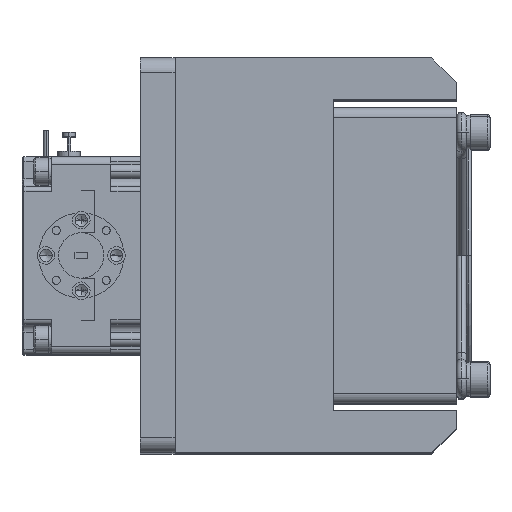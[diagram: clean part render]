
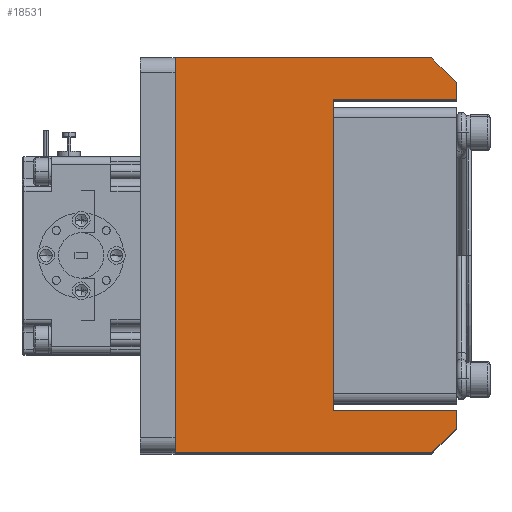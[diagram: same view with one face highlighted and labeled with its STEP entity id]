
A CAD part, top view. The second image highlights one B-rep face of the part: STEP entity #18531.
In plain terms, the highlighted planar face has unit normal (0, 0, 1).
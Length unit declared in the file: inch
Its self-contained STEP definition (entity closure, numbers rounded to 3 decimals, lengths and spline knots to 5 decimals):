
#751 = LINE ( 'NONE', #87995, #113032 ) ;
#4220 = ORIENTED_EDGE ( 'NONE', *, *, #56878, .T. ) ;
#4331 = CARTESIAN_POINT ( 'NONE',  ( -0.55729, 0.92846, 2.76378 ) ) ;
#4447 = EDGE_CURVE ( 'NONE', #24018, #33078, #127818, .T. ) ;
#8384 = VECTOR ( 'NONE', #74358, 39.37008 ) ;
#9432 = DIRECTION ( 'NONE',  ( 1., 0., 0. ) ) ;
#11113 = CARTESIAN_POINT ( 'NONE',  ( 0.97814, 0.92846, 2.76378 ) ) ;
#11215 = CARTESIAN_POINT ( 'NONE',  ( 1.39153, 1.63712, 2.76378 ) ) ;
#12545 = CARTESIAN_POINT ( 'NONE',  ( 1.9624, -0.3117, 2.76378 ) ) ;
#13071 = ORIENTED_EDGE ( 'NONE', *, *, #62570, .F. ) ;
#15936 = PLANE ( 'NONE',  #57254 ) ;
#18531 = ADVANCED_FACE ( 'NONE', ( #81607 ), #15936, .F. ) ;
#19341 = VECTOR ( 'NONE', #87657, 39.37008 ) ;
#20162 = CARTESIAN_POINT ( 'NONE',  ( -0.2817, -0.3117, 2.76378 ) ) ;
#23002 = CARTESIAN_POINT ( 'NONE',  ( -0.2817, -1.8865, 2.76378 ) ) ;
#24018 = VERTEX_POINT ( 'NONE', #67429 ) ;
#25967 = VERTEX_POINT ( 'NONE', #116305 ) ;
#28224 = DIRECTION ( 'NONE',  ( 0., 1., 0. ) ) ;
#29837 = ORIENTED_EDGE ( 'NONE', *, *, #36487, .T. ) ;
#31484 = CARTESIAN_POINT ( 'NONE',  ( 1.76555, 1.2631, 2.76378 ) ) ;
#31619 = VECTOR ( 'NONE', #28224, 39.37008 ) ;
#33078 = VERTEX_POINT ( 'NONE', #103133 ) ;
#35273 = CARTESIAN_POINT ( 'NONE',  ( 1.9624, -0.3117, 2.76378 ) ) ;
#35313 = EDGE_CURVE ( 'NONE', #33078, #136625, #75474, .T. ) ;
#36487 = EDGE_CURVE ( 'NONE', #78912, #107605, #46612, .T. ) ;
#38826 = ORIENTED_EDGE ( 'NONE', *, *, #4447, .T. ) ;
#38887 = DIRECTION ( 'NONE',  ( 0., -1., 0. ) ) ;
#39199 = VECTOR ( 'NONE', #38887, 39.37008 ) ;
#44637 = VERTEX_POINT ( 'NONE', #110981 ) ;
#46051 = ORIENTED_EDGE ( 'NONE', *, *, #124856, .F. ) ;
#46612 = LINE ( 'NONE', #35273, #100467 ) ;
#49596 = EDGE_CURVE ( 'NONE', #107605, #65250, #99037, .T. ) ;
#55110 = EDGE_CURVE ( 'NONE', #139512, #78912, #132809, .T. ) ;
#56878 = EDGE_CURVE ( 'NONE', #122676, #24018, #751, .T. ) ;
#57254 = AXIS2_PLACEMENT_3D ( 'NONE', #20162, #118615, #83715 ) ;
#61021 = LINE ( 'NONE', #69612, #39199 ) ;
#62570 = EDGE_CURVE ( 'NONE', #122676, #44637, #71092, .T. ) ;
#65250 = VERTEX_POINT ( 'NONE', #31484 ) ;
#65394 = ORIENTED_EDGE ( 'NONE', *, *, #49596, .T. ) ;
#66789 = VECTOR ( 'NONE', #96851, 39.37008 ) ;
#67429 = CARTESIAN_POINT ( 'NONE',  ( 1.76555, -1.8865, 2.76378 ) ) ;
#68069 = DIRECTION ( 'NONE',  ( 0., 1., 0. ) ) ;
#69612 = CARTESIAN_POINT ( 'NONE',  ( 0.97814, -0.3117, 2.76378 ) ) ;
#69644 = CARTESIAN_POINT ( 'NONE',  ( 1.9624, 1.06625, 2.76378 ) ) ;
#71092 = LINE ( 'NONE', #93931, #31619 ) ;
#73206 = VECTOR ( 'NONE', #124019, 39.37008 ) ;
#74016 = EDGE_CURVE ( 'NONE', #44637, #65250, #102762, .T. ) ;
#74358 = DIRECTION ( 'NONE',  ( 0.707, 0.707, 0. ) ) ;
#75474 = LINE ( 'NONE', #12545, #66789 ) ;
#77350 = LINE ( 'NONE', #98765, #82283 ) ;
#78912 = VERTEX_POINT ( 'NONE', #99723 ) ;
#79736 = CARTESIAN_POINT ( 'NONE',  ( 1.9624, -1.55186, 2.76378 ) ) ;
#81607 = FACE_OUTER_BOUND ( 'NONE', #113026, .T. ) ;
#82283 = VECTOR ( 'NONE', #120072, 39.37008 ) ;
#83566 = EDGE_CURVE ( 'NONE', #139512, #25967, #61021, .T. ) ;
#83715 = DIRECTION ( 'NONE',  ( -1., 0., 0. ) ) ;
#83756 = ORIENTED_EDGE ( 'NONE', *, *, #35313, .T. ) ;
#85406 = ORIENTED_EDGE ( 'NONE', *, *, #74016, .F. ) ;
#87657 = DIRECTION ( 'NONE',  ( -0.707, 0.707, 0. ) ) ;
#87995 = CARTESIAN_POINT ( 'NONE',  ( -0.2817, -1.8865, 2.76378 ) ) ;
#93931 = CARTESIAN_POINT ( 'NONE',  ( -0.2817, -0.3117, 2.76378 ) ) ;
#96851 = DIRECTION ( 'NONE',  ( 0., 1., 0. ) ) ;
#98765 = CARTESIAN_POINT ( 'NONE',  ( -0.55729, -1.55186, 2.76378 ) ) ;
#99037 = LINE ( 'NONE', #11215, #19341 ) ;
#99309 = ORIENTED_EDGE ( 'NONE', *, *, #83566, .F. ) ;
#99723 = CARTESIAN_POINT ( 'NONE',  ( 1.9624, 0.92846, 2.76378 ) ) ;
#100467 = VECTOR ( 'NONE', #68069, 39.37008 ) ;
#102265 = DIRECTION ( 'NONE',  ( 1., 0., 0. ) ) ;
#102762 = LINE ( 'NONE', #138764, #73206 ) ;
#103133 = CARTESIAN_POINT ( 'NONE',  ( 1.9624, -1.68965, 2.76378 ) ) ;
#107605 = VERTEX_POINT ( 'NONE', #69644 ) ;
#110981 = CARTESIAN_POINT ( 'NONE',  ( -0.2817, 1.2631, 2.76378 ) ) ;
#113026 = EDGE_LOOP ( 'NONE', ( #115200, #29837, #65394, #85406, #13071, #4220, #38826, #83756, #46051, #99309 ) ) ;
#113032 = VECTOR ( 'NONE', #9432, 39.37008 ) ;
#115200 = ORIENTED_EDGE ( 'NONE', *, *, #55110, .T. ) ;
#116305 = CARTESIAN_POINT ( 'NONE',  ( 0.97814, -1.55186, 2.76378 ) ) ;
#118615 = DIRECTION ( 'NONE',  ( 0., 0., -1. ) ) ;
#120072 = DIRECTION ( 'NONE',  ( 1., 0., 0. ) ) ;
#122676 = VERTEX_POINT ( 'NONE', #23002 ) ;
#123637 = VECTOR ( 'NONE', #102265, 39.37008 ) ;
#124019 = DIRECTION ( 'NONE',  ( 1., 0., 0. ) ) ;
#124856 = EDGE_CURVE ( 'NONE', #25967, #136625, #77350, .T. ) ;
#127818 = LINE ( 'NONE', #129231, #8384 ) ;
#129231 = CARTESIAN_POINT ( 'NONE',  ( 1.39153, -2.26052, 2.76378 ) ) ;
#132809 = LINE ( 'NONE', #4331, #123637 ) ;
#136625 = VERTEX_POINT ( 'NONE', #79736 ) ;
#138764 = CARTESIAN_POINT ( 'NONE',  ( -0.2817, 1.2631, 2.76378 ) ) ;
#139512 = VERTEX_POINT ( 'NONE', #11113 ) ;
